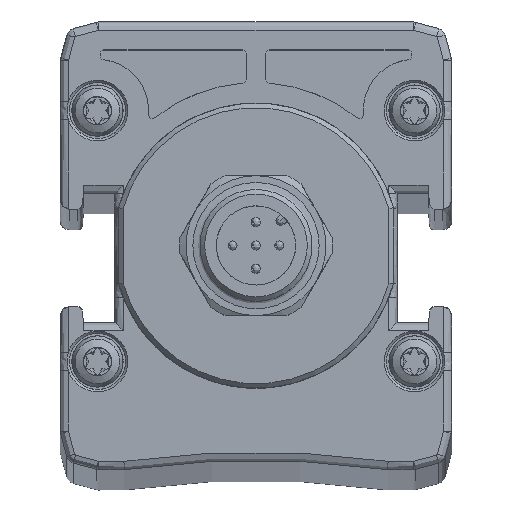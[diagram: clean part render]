
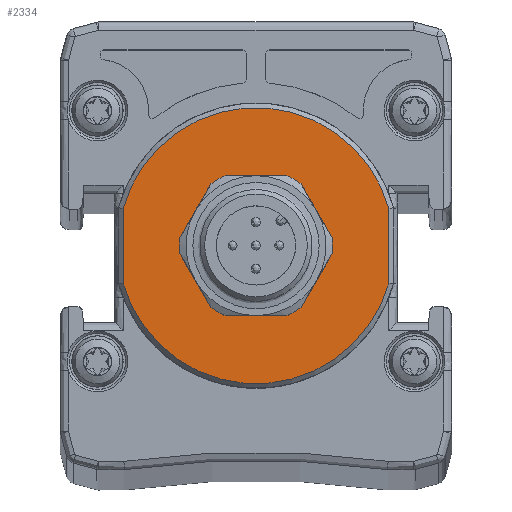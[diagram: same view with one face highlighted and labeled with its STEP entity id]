
A CAD part, top view. The second image highlights one B-rep face of the part: STEP entity #2334.
In plain terms, the highlighted planar face has unit normal (0, 0, 1).
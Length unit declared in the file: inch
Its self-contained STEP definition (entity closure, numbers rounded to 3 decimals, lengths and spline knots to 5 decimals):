
#94 = CARTESIAN_POINT ( 'NONE',  ( 0.56106, 0.15737, 49.29179 ) ) ;
#216 = EDGE_CURVE ( 'NONE', #20149, #9812, #8557, .T. ) ;
#895 = DIRECTION ( 'NONE',  ( 0., -1., 0. ) ) ;
#939 = LINE ( 'NONE', #3012, #17405 ) ;
#1067 = EDGE_LOOP ( 'NONE', ( #12536, #7764, #18602, #19903 ) ) ;
#1653 = DIRECTION ( 'NONE',  ( 0., 0., 1. ) ) ;
#1693 = DIRECTION ( 'NONE',  ( 0., 0., 1. ) ) ;
#2005 = CARTESIAN_POINT ( 'NONE',  ( -0.13052, 0.29528, 49.29179 ) ) ;
#2334 = ADVANCED_FACE ( 'NONE', ( #22560, #9113 ), #11517, .T. ) ;
#2392 = ORIENTED_EDGE ( 'NONE', *, *, #17158, .T. ) ;
#2505 = DIRECTION ( 'NONE',  ( 0., 0., -1. ) ) ;
#2792 = CIRCLE ( 'NONE', #27101, 0.32283 ) ;
#3012 = CARTESIAN_POINT ( 'NONE',  ( -0.32097, 0.03461, 49.29179 ) ) ;
#3459 = VERTEX_POINT ( 'NONE', #18379 ) ;
#3486 = DIRECTION ( 'NONE',  ( -0.5, 0.866, 0. ) ) ;
#3872 = VERTEX_POINT ( 'NONE', #94 ) ;
#4051 = DIRECTION ( 'NONE',  ( -0.5, -0.866, 0. ) ) ;
#4070 = DIRECTION ( 'NONE',  ( 1., 0., 0. ) ) ;
#4282 = DIRECTION ( 'NONE',  ( 1., 0., 0. ) ) ;
#4382 = EDGE_CURVE ( 'NONE', #25164, #3459, #5945, .T. ) ;
#4723 = CARTESIAN_POINT ( 'NONE',  ( 0., 0., 49.29179 ) ) ;
#4861 = DIRECTION ( 'NONE',  ( 0., 0., -1. ) ) ;
#5059 = CIRCLE ( 'NONE', #6489, 0.32283 ) ;
#5098 = ORIENTED_EDGE ( 'NONE', *, *, #23378, .T. ) ;
#5602 = VERTEX_POINT ( 'NONE', #11274 ) ;
#5893 = ORIENTED_EDGE ( 'NONE', *, *, #27965, .T. ) ;
#5942 = CARTESIAN_POINT ( 'NONE',  ( 0., 0., 49.29179 ) ) ;
#5945 = CIRCLE ( 'NONE', #26396, 0.32283 ) ;
#6085 = CIRCLE ( 'NONE', #27976, 0.58271 ) ;
#6489 = AXIS2_PLACEMENT_3D ( 'NONE', #4723, #4861, #29450 ) ;
#6879 = DIRECTION ( 'NONE',  ( 0.5, -0.866, 0. ) ) ;
#6991 = DIRECTION ( 'NONE',  ( -1., 0., 0. ) ) ;
#7555 = CARTESIAN_POINT ( 'NONE',  ( 0., 0., 49.29179 ) ) ;
#7561 = EDGE_CURVE ( 'NONE', #3459, #15738, #939, .T. ) ;
#7612 = DIRECTION ( 'NONE',  ( 0., 0., -1. ) ) ;
#7679 = DIRECTION ( 'NONE',  ( -1., 0., 0. ) ) ;
#7764 = ORIENTED_EDGE ( 'NONE', *, *, #9463, .T. ) ;
#7881 = AXIS2_PLACEMENT_3D ( 'NONE', #13993, #23633, #7679 ) ;
#8557 = CIRCLE ( 'NONE', #11436, 0.32283 ) ;
#8745 = VERTEX_POINT ( 'NONE', #26368 ) ;
#8829 = EDGE_CURVE ( 'NONE', #9812, #9791, #19371, .T. ) ;
#9113 = FACE_OUTER_BOUND ( 'NONE', #1067, .T. ) ;
#9463 = EDGE_CURVE ( 'NONE', #29468, #3872, #10045, .T. ) ;
#9628 = AXIS2_PLACEMENT_3D ( 'NONE', #10583, #1653, #17640 ) ;
#9701 = EDGE_CURVE ( 'NONE', #3872, #22988, #6085, .T. ) ;
#9791 = VERTEX_POINT ( 'NONE', #15916 ) ;
#9812 = VERTEX_POINT ( 'NONE', #16776 ) ;
#10045 = LINE ( 'NONE', #14570, #20847 ) ;
#10096 = DIRECTION ( 'NONE',  ( -1., 0., 0. ) ) ;
#10314 = CARTESIAN_POINT ( 'NONE',  ( -0.13052, 0.29528, 49.29179 ) ) ;
#10583 = CARTESIAN_POINT ( 'NONE',  ( 0., 0., 49.29179 ) ) ;
#10806 = CARTESIAN_POINT ( 'NONE',  ( 0.56106, -0.15737, 49.29179 ) ) ;
#11198 = CARTESIAN_POINT ( 'NONE',  ( 0.32097, 0.03461, 49.29179 ) ) ;
#11274 = CARTESIAN_POINT ( 'NONE',  ( 0.32097, -0.03461, 49.29179 ) ) ;
#11436 = AXIS2_PLACEMENT_3D ( 'NONE', #22940, #18050, #11617 ) ;
#11517 = PLANE ( 'NONE',  #12020 ) ;
#11559 = EDGE_CURVE ( 'NONE', #5602, #20149, #19867, .T. ) ;
#11617 = DIRECTION ( 'NONE',  ( -1., 0., 0. ) ) ;
#12020 = AXIS2_PLACEMENT_3D ( 'NONE', #5942, #26964, #4282 ) ;
#12142 = DIRECTION ( 'NONE',  ( 0.5, 0.866, 0. ) ) ;
#12536 = ORIENTED_EDGE ( 'NONE', *, *, #19069, .T. ) ;
#12703 = VERTEX_POINT ( 'NONE', #16751 ) ;
#13480 = VERTEX_POINT ( 'NONE', #11198 ) ;
#13993 = CARTESIAN_POINT ( 'NONE',  ( 0., 0., 49.29179 ) ) ;
#14155 = ORIENTED_EDGE ( 'NONE', *, *, #216, .T. ) ;
#14497 = VECTOR ( 'NONE', #895, 39.37008 ) ;
#14570 = CARTESIAN_POINT ( 'NONE',  ( 0.56106, 0.16006, 49.29179 ) ) ;
#14989 = CARTESIAN_POINT ( 'NONE',  ( 0., 0., 49.29179 ) ) ;
#15048 = LINE ( 'NONE', #21889, #14497 ) ;
#15430 = CARTESIAN_POINT ( 'NONE',  ( 0.32097, -0.03461, 49.29179 ) ) ;
#15613 = DIRECTION ( 'NONE',  ( 1., 0., 0. ) ) ;
#15738 = VERTEX_POINT ( 'NONE', #22914 ) ;
#15852 = EDGE_CURVE ( 'NONE', #15738, #29009, #20764, .T. ) ;
#15881 = VECTOR ( 'NONE', #15613, 39.37008 ) ;
#15916 = CARTESIAN_POINT ( 'NONE',  ( -0.13052, -0.29528, 49.29179 ) ) ;
#15977 = ORIENTED_EDGE ( 'NONE', *, *, #21333, .T. ) ;
#16751 = CARTESIAN_POINT ( 'NONE',  ( -0.19046, -0.26067, 49.29179 ) ) ;
#16776 = CARTESIAN_POINT ( 'NONE',  ( 0.13052, -0.29528, 49.29179 ) ) ;
#17125 = VECTOR ( 'NONE', #4051, 39.37008 ) ;
#17158 = EDGE_CURVE ( 'NONE', #9791, #12703, #2792, .T. ) ;
#17405 = VECTOR ( 'NONE', #12142, 39.37008 ) ;
#17640 = DIRECTION ( 'NONE',  ( 1., 0., 0. ) ) ;
#18050 = DIRECTION ( 'NONE',  ( 0., 0., -1. ) ) ;
#18379 = CARTESIAN_POINT ( 'NONE',  ( -0.32097, 0.03461, 49.29179 ) ) ;
#18602 = ORIENTED_EDGE ( 'NONE', *, *, #9701, .T. ) ;
#18710 = CIRCLE ( 'NONE', #9628, 0.58271 ) ;
#19069 = EDGE_CURVE ( 'NONE', #29044, #29468, #18710, .T. ) ;
#19371 = LINE ( 'NONE', #23670, #27939 ) ;
#19867 = LINE ( 'NONE', #15430, #17125 ) ;
#19882 = DIRECTION ( 'NONE',  ( 0., 0., -1. ) ) ;
#19903 = ORIENTED_EDGE ( 'NONE', *, *, #25889, .T. ) ;
#20149 = VERTEX_POINT ( 'NONE', #22766 ) ;
#20764 = CIRCLE ( 'NONE', #7881, 0.32283 ) ;
#20847 = VECTOR ( 'NONE', #23629, 39.37008 ) ;
#20898 = VECTOR ( 'NONE', #3486, 39.37008 ) ;
#21061 = DIRECTION ( 'NONE',  ( -1., 0., 0. ) ) ;
#21333 = EDGE_CURVE ( 'NONE', #25680, #8745, #23075, .T. ) ;
#21426 = LINE ( 'NONE', #23937, #20898 ) ;
#21887 = ORIENTED_EDGE ( 'NONE', *, *, #4382, .T. ) ;
#21889 = CARTESIAN_POINT ( 'NONE',  ( -0.56106, -0.16006, 49.29179 ) ) ;
#22116 = CARTESIAN_POINT ( 'NONE',  ( -0.56106, -0.15737, 49.29179 ) ) ;
#22560 = FACE_BOUND ( 'NONE', #25716, .T. ) ;
#22766 = CARTESIAN_POINT ( 'NONE',  ( 0.19046, -0.26067, 49.29179 ) ) ;
#22914 = CARTESIAN_POINT ( 'NONE',  ( -0.19046, 0.26067, 49.29179 ) ) ;
#22940 = CARTESIAN_POINT ( 'NONE',  ( 0., 0., 49.29179 ) ) ;
#22988 = VERTEX_POINT ( 'NONE', #27058 ) ;
#23075 = CIRCLE ( 'NONE', #24960, 0.32283 ) ;
#23229 = ORIENTED_EDGE ( 'NONE', *, *, #24228, .T. ) ;
#23378 = EDGE_CURVE ( 'NONE', #13480, #5602, #5059, .T. ) ;
#23629 = DIRECTION ( 'NONE',  ( 0., 1., 0. ) ) ;
#23633 = DIRECTION ( 'NONE',  ( 0., 0., -1. ) ) ;
#23670 = CARTESIAN_POINT ( 'NONE',  ( 0.13052, -0.29528, 49.29179 ) ) ;
#23937 = CARTESIAN_POINT ( 'NONE',  ( -0.19046, -0.26067, 49.29179 ) ) ;
#24099 = ORIENTED_EDGE ( 'NONE', *, *, #7561, .T. ) ;
#24228 = EDGE_CURVE ( 'NONE', #29009, #25680, #24823, .T. ) ;
#24761 = LINE ( 'NONE', #29226, #26918 ) ;
#24823 = LINE ( 'NONE', #2005, #15881 ) ;
#24865 = CARTESIAN_POINT ( 'NONE',  ( -0.32097, -0.03461, 49.29179 ) ) ;
#24960 = AXIS2_PLACEMENT_3D ( 'NONE', #7555, #19882, #27984 ) ;
#25039 = CARTESIAN_POINT ( 'NONE',  ( 0., 0., 49.29179 ) ) ;
#25164 = VERTEX_POINT ( 'NONE', #24865 ) ;
#25228 = CARTESIAN_POINT ( 'NONE',  ( 0., 0., 49.29179 ) ) ;
#25680 = VERTEX_POINT ( 'NONE', #27298 ) ;
#25686 = EDGE_CURVE ( 'NONE', #8745, #13480, #24761, .T. ) ;
#25716 = EDGE_LOOP ( 'NONE', ( #5893, #21887, #24099, #25858, #23229, #15977, #27914, #5098, #27575, #14155, #28773, #2392 ) ) ;
#25858 = ORIENTED_EDGE ( 'NONE', *, *, #15852, .T. ) ;
#25889 = EDGE_CURVE ( 'NONE', #22988, #29044, #15048, .T. ) ;
#26368 = CARTESIAN_POINT ( 'NONE',  ( 0.19046, 0.26067, 49.29179 ) ) ;
#26396 = AXIS2_PLACEMENT_3D ( 'NONE', #25039, #2505, #6991 ) ;
#26918 = VECTOR ( 'NONE', #6879, 39.37008 ) ;
#26964 = DIRECTION ( 'NONE',  ( 0., 0., 1. ) ) ;
#27058 = CARTESIAN_POINT ( 'NONE',  ( -0.56106, 0.15737, 49.29179 ) ) ;
#27101 = AXIS2_PLACEMENT_3D ( 'NONE', #25228, #7612, #21061 ) ;
#27298 = CARTESIAN_POINT ( 'NONE',  ( 0.13052, 0.29528, 49.29179 ) ) ;
#27575 = ORIENTED_EDGE ( 'NONE', *, *, #11559, .T. ) ;
#27914 = ORIENTED_EDGE ( 'NONE', *, *, #25686, .T. ) ;
#27939 = VECTOR ( 'NONE', #10096, 39.37008 ) ;
#27965 = EDGE_CURVE ( 'NONE', #12703, #25164, #21426, .T. ) ;
#27976 = AXIS2_PLACEMENT_3D ( 'NONE', #14989, #1693, #4070 ) ;
#27984 = DIRECTION ( 'NONE',  ( -1., 0., 0. ) ) ;
#28773 = ORIENTED_EDGE ( 'NONE', *, *, #8829, .T. ) ;
#29009 = VERTEX_POINT ( 'NONE', #10314 ) ;
#29044 = VERTEX_POINT ( 'NONE', #22116 ) ;
#29226 = CARTESIAN_POINT ( 'NONE',  ( 0.19046, 0.26067, 49.29179 ) ) ;
#29450 = DIRECTION ( 'NONE',  ( -1., 0., 0. ) ) ;
#29468 = VERTEX_POINT ( 'NONE', #10806 ) ;
